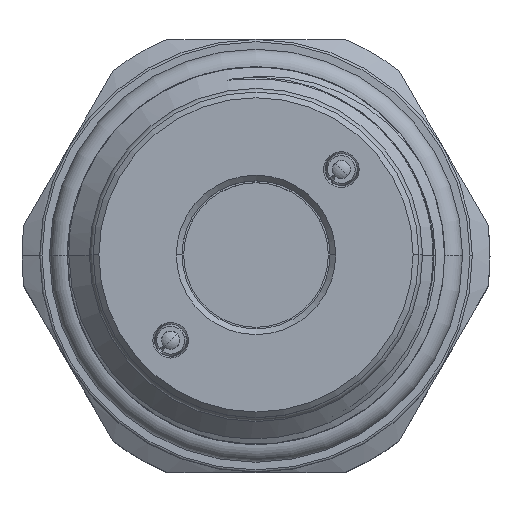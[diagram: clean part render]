
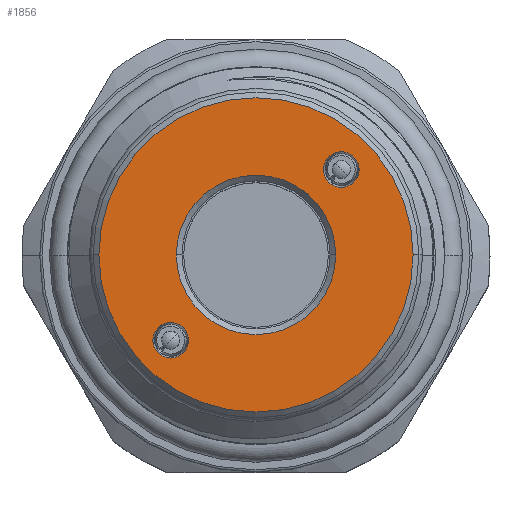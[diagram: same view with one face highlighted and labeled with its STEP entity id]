
A CAD part, top view. The second image highlights one B-rep face of the part: STEP entity #1856.
In plain terms, the highlighted planar face has unit normal (0, 0, 1).
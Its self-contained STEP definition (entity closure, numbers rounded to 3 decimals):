
#54 = CIRCLE ( 'NONE', #4779, 7. ) ;
#374 = DIRECTION ( 'NONE',  ( 0., 0., -1. ) ) ;
#438 = CIRCLE ( 'NONE', #7580, 1.561 ) ;
#1167 = EDGE_CURVE ( 'NONE', #14263, #2820, #8955, .T. ) ;
#1309 = CIRCLE ( 'NONE', #6249, 13.8 ) ;
#1772 = DIRECTION ( 'NONE',  ( 1., 0., 0. ) ) ;
#1856 = ADVANCED_FACE ( 'NONE', ( #14489, #3974, #12218, #14705 ), #13674, .T. ) ;
#1865 = ORIENTED_EDGE ( 'NONE', *, *, #1167, .T. ) ;
#1961 = CARTESIAN_POINT ( 'NONE',  ( 7., 0., 0. ) ) ;
#2512 = CARTESIAN_POINT ( 'NONE',  ( 13.8, 0., 0. ) ) ;
#2807 = AXIS2_PLACEMENT_3D ( 'NONE', #5188, #5300, #9153 ) ;
#2820 = VERTEX_POINT ( 'NONE', #13699 ) ;
#3037 = DIRECTION ( 'NONE',  ( 0., 0., 1. ) ) ;
#3091 = DIRECTION ( 'NONE',  ( 1., 0., 0. ) ) ;
#3799 = CIRCLE ( 'NONE', #4071, 1.561 ) ;
#3974 = FACE_BOUND ( 'NONE', #12841, .T. ) ;
#4040 = VERTEX_POINT ( 'NONE', #11277 ) ;
#4071 = AXIS2_PLACEMENT_3D ( 'NONE', #4299, #5734, #7051 ) ;
#4098 = ORIENTED_EDGE ( 'NONE', *, *, #16284, .T. ) ;
#4181 = ORIENTED_EDGE ( 'NONE', *, *, #7417, .T. ) ;
#4292 = AXIS2_PLACEMENT_3D ( 'NONE', #6990, #8728, #9887 ) ;
#4299 = CARTESIAN_POINT ( 'NONE',  ( 7.495, 7.495, 0. ) ) ;
#4531 = EDGE_CURVE ( 'NONE', #10206, #12677, #54, .T. ) ;
#4570 = DIRECTION ( 'NONE',  ( 0., 0., 1. ) ) ;
#4642 = DIRECTION ( 'NONE',  ( 1., 0., 0. ) ) ;
#4665 = DIRECTION ( 'NONE',  ( 0., -1., 0. ) ) ;
#4666 = CARTESIAN_POINT ( 'NONE',  ( 0., 0., 0. ) ) ;
#4685 = CARTESIAN_POINT ( 'NONE',  ( 0., 0., 0. ) ) ;
#4779 = AXIS2_PLACEMENT_3D ( 'NONE', #4666, #13883, #1772 ) ;
#4936 = AXIS2_PLACEMENT_3D ( 'NONE', #12462, #4570, #4642 ) ;
#4966 = ORIENTED_EDGE ( 'NONE', *, *, #13838, .T. ) ;
#5049 = ORIENTED_EDGE ( 'NONE', *, *, #4531, .T. ) ;
#5188 = CARTESIAN_POINT ( 'NONE',  ( 0., 0., 0. ) ) ;
#5300 = DIRECTION ( 'NONE',  ( 0., 0., -1. ) ) ;
#5734 = DIRECTION ( 'NONE',  ( 0., 0., -1. ) ) ;
#6043 = DIRECTION ( 'NONE',  ( 0., 0., 1. ) ) ;
#6249 = AXIS2_PLACEMENT_3D ( 'NONE', #10852, #3037, #3091 ) ;
#6926 = EDGE_CURVE ( 'NONE', #12677, #10206, #15718, .T. ) ;
#6990 = CARTESIAN_POINT ( 'NONE',  ( 7.495, 7.495, 0. ) ) ;
#7042 = CIRCLE ( 'NONE', #13042, 1.561 ) ;
#7051 = DIRECTION ( 'NONE',  ( 0., 1., 0. ) ) ;
#7298 = DIRECTION ( 'NONE',  ( 0., 0., -1. ) ) ;
#7417 = EDGE_CURVE ( 'NONE', #10254, #8512, #1309, .T. ) ;
#7546 = ORIENTED_EDGE ( 'NONE', *, *, #12063, .T. ) ;
#7580 = AXIS2_PLACEMENT_3D ( 'NONE', #12332, #374, #14928 ) ;
#7610 = VERTEX_POINT ( 'NONE', #15074 ) ;
#8512 = VERTEX_POINT ( 'NONE', #2512 ) ;
#8592 = DIRECTION ( 'NONE',  ( 1., 0., 0. ) ) ;
#8728 = DIRECTION ( 'NONE',  ( 0., 0., -1. ) ) ;
#8955 = CIRCLE ( 'NONE', #4292, 1.561 ) ;
#9153 = DIRECTION ( 'NONE',  ( 1., 0., 0. ) ) ;
#9660 = EDGE_CURVE ( 'NONE', #4040, #7610, #438, .T. ) ;
#9887 = DIRECTION ( 'NONE',  ( 0., 1., 0. ) ) ;
#10206 = VERTEX_POINT ( 'NONE', #12178 ) ;
#10254 = VERTEX_POINT ( 'NONE', #14953 ) ;
#10852 = CARTESIAN_POINT ( 'NONE',  ( 0., 0., 0. ) ) ;
#11277 = CARTESIAN_POINT ( 'NONE',  ( -7.495, -9.056, 0. ) ) ;
#11399 = EDGE_LOOP ( 'NONE', ( #1865, #7546 ) ) ;
#11780 = AXIS2_PLACEMENT_3D ( 'NONE', #4685, #6043, #8592 ) ;
#12030 = CARTESIAN_POINT ( 'NONE',  ( 7.495, 5.935, 0. ) ) ;
#12063 = EDGE_CURVE ( 'NONE', #2820, #14263, #3799, .T. ) ;
#12178 = CARTESIAN_POINT ( 'NONE',  ( -7., 0., 0. ) ) ;
#12218 = FACE_OUTER_BOUND ( 'NONE', #16744, .T. ) ;
#12332 = CARTESIAN_POINT ( 'NONE',  ( -7.495, -7.495, 0. ) ) ;
#12462 = CARTESIAN_POINT ( 'NONE',  ( 0., 0., 0. ) ) ;
#12677 = VERTEX_POINT ( 'NONE', #1961 ) ;
#12841 = EDGE_LOOP ( 'NONE', ( #12988, #5049 ) ) ;
#12988 = ORIENTED_EDGE ( 'NONE', *, *, #6926, .T. ) ;
#13042 = AXIS2_PLACEMENT_3D ( 'NONE', #14589, #7298, #4665 ) ;
#13674 = PLANE ( 'NONE',  #11780 ) ;
#13699 = CARTESIAN_POINT ( 'NONE',  ( 7.495, 9.056, 0. ) ) ;
#13838 = EDGE_CURVE ( 'NONE', #7610, #4040, #7042, .T. ) ;
#13883 = DIRECTION ( 'NONE',  ( 0., 0., -1. ) ) ;
#14263 = VERTEX_POINT ( 'NONE', #12030 ) ;
#14489 = FACE_BOUND ( 'NONE', #11399, .T. ) ;
#14589 = CARTESIAN_POINT ( 'NONE',  ( -7.495, -7.495, 0. ) ) ;
#14705 = FACE_BOUND ( 'NONE', #16308, .T. ) ;
#14928 = DIRECTION ( 'NONE',  ( 0., -1., 0. ) ) ;
#14953 = CARTESIAN_POINT ( 'NONE',  ( -13.8, 0., 0. ) ) ;
#15074 = CARTESIAN_POINT ( 'NONE',  ( -7.495, -5.935, 0. ) ) ;
#15616 = CIRCLE ( 'NONE', #4936, 13.8 ) ;
#15718 = CIRCLE ( 'NONE', #2807, 7. ) ;
#15743 = ORIENTED_EDGE ( 'NONE', *, *, #9660, .T. ) ;
#16284 = EDGE_CURVE ( 'NONE', #8512, #10254, #15616, .T. ) ;
#16308 = EDGE_LOOP ( 'NONE', ( #4966, #15743 ) ) ;
#16744 = EDGE_LOOP ( 'NONE', ( #4181, #4098 ) ) ;
